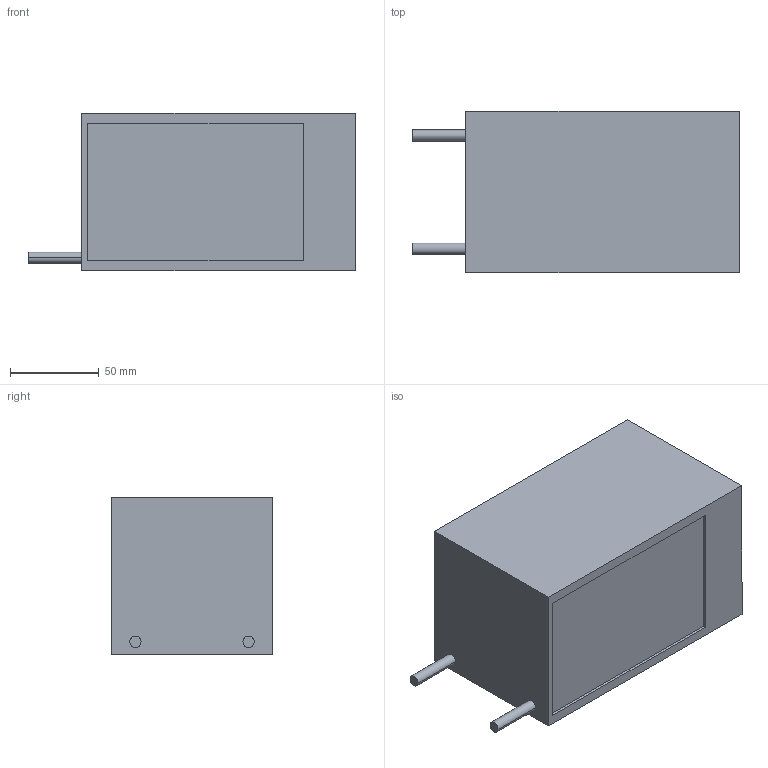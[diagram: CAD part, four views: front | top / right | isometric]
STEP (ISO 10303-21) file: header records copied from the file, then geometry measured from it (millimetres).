
FILE_DESCRIPTION((''),'2;1');
FILE_NAME('camera.stp','2005-02-08T16:52:26',(''),(''),'Mechanical Desktop.R8.0.24.0','Mechanical Desktop.R8.0.24.0',', , ');
FILE_SCHEMA(('CONFIG_CONTROL_DESIGN'));
Length unit declared in the file: millimetre
Products named in the file (2): CAMERAA; CAMERA
Assembly tree (1 placements, depth 2):
  CAMERAA
    CAMERA
Bounding box: 184.38 x 91.2 x 89 mm (x, y, z)
Volume: 1221726.3 mm3; surface area: 75018.1 mm2
Topology: 1 solids, 1 shells, 30 faces, 66 edges, 44 vertices
Faces by surface type: plane 24, cylinder 6
Entity records: 931 total; most frequent: CARTESIAN_POINT 142, DIRECTION 142, ORIENTED_EDGE 132, EDGE_CURVE 66, VECTOR 54, LINE 54, AXIS2_PLACEMENT_3D 44, VERTEX_POINT 44
